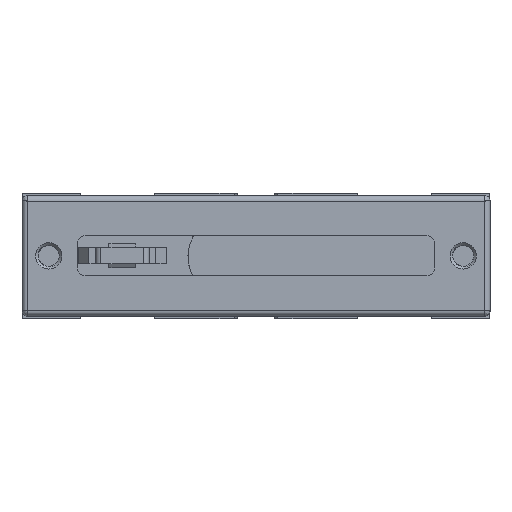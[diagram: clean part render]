
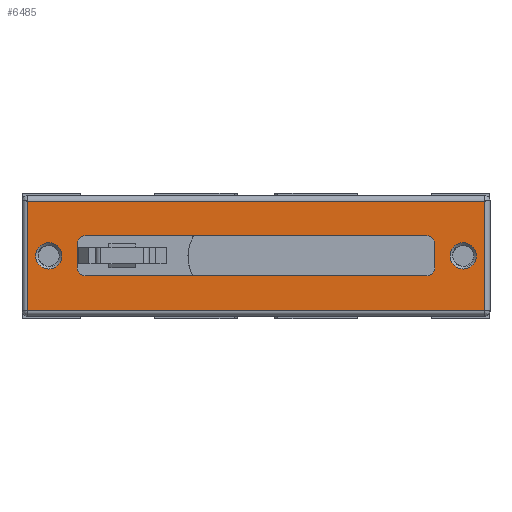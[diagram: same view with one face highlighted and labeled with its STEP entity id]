
A CAD part, top view. The second image highlights one B-rep face of the part: STEP entity #6485.
In plain terms, the highlighted planar face has unit normal (0, 0, 1).
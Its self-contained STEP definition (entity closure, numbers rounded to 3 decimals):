
#161=CIRCLE('',#6909,0.984);
#162=CIRCLE('',#6910,0.984);
#163=CIRCLE('',#6911,0.6);
#164=CIRCLE('',#6912,0.6);
#165=CIRCLE('',#6913,0.6);
#166=CIRCLE('',#6914,0.6);
#1297=ORIENTED_EDGE('',*,*,#2628,.T.);
#1298=ORIENTED_EDGE('',*,*,#2629,.T.);
#1299=ORIENTED_EDGE('',*,*,#2630,.T.);
#1300=ORIENTED_EDGE('',*,*,#2631,.T.);
#1301=ORIENTED_EDGE('',*,*,#2632,.T.);
#1302=ORIENTED_EDGE('',*,*,#2633,.T.);
#1303=ORIENTED_EDGE('',*,*,#2634,.T.);
#1304=ORIENTED_EDGE('',*,*,#2635,.T.);
#1305=ORIENTED_EDGE('',*,*,#2636,.T.);
#1306=ORIENTED_EDGE('',*,*,#2637,.T.);
#1307=ORIENTED_EDGE('',*,*,#2638,.T.);
#1308=ORIENTED_EDGE('',*,*,#2639,.T.);
#1309=ORIENTED_EDGE('',*,*,#2640,.T.);
#1310=ORIENTED_EDGE('',*,*,#2641,.T.);
#2628=EDGE_CURVE('',#3329,#3329,#161,.F.);
#2629=EDGE_CURVE('',#3330,#3330,#162,.F.);
#2630=EDGE_CURVE('',#3331,#3332,#3935,.T.);
#2631=EDGE_CURVE('',#3332,#3333,#3936,.T.);
#2632=EDGE_CURVE('',#3333,#3334,#3937,.T.);
#2633=EDGE_CURVE('',#3334,#3331,#3938,.T.);
#2634=EDGE_CURVE('',#3335,#3336,#163,.T.);
#2635=EDGE_CURVE('',#3336,#3337,#3939,.T.);
#2636=EDGE_CURVE('',#3337,#3338,#164,.T.);
#2637=EDGE_CURVE('',#3338,#3339,#3940,.T.);
#2638=EDGE_CURVE('',#3339,#3340,#165,.T.);
#2639=EDGE_CURVE('',#3340,#3341,#3941,.T.);
#2640=EDGE_CURVE('',#3341,#3342,#166,.T.);
#2641=EDGE_CURVE('',#3342,#3335,#3942,.T.);
#3329=VERTEX_POINT('',#10004);
#3330=VERTEX_POINT('',#10006);
#3331=VERTEX_POINT('',#10008);
#3332=VERTEX_POINT('',#10009);
#3333=VERTEX_POINT('',#10011);
#3334=VERTEX_POINT('',#10013);
#3335=VERTEX_POINT('',#10016);
#3336=VERTEX_POINT('',#10017);
#3337=VERTEX_POINT('',#10019);
#3338=VERTEX_POINT('',#10021);
#3339=VERTEX_POINT('',#10023);
#3340=VERTEX_POINT('',#10025);
#3341=VERTEX_POINT('',#10027);
#3342=VERTEX_POINT('',#10029);
#3935=LINE('',#10007,#4635);
#3936=LINE('',#10010,#4636);
#3937=LINE('',#10012,#4637);
#3938=LINE('',#10014,#4638);
#3939=LINE('',#10018,#4639);
#3940=LINE('',#10022,#4640);
#3941=LINE('',#10026,#4641);
#3942=LINE('',#10030,#4642);
#4635=VECTOR('',#8165,1000.);
#4636=VECTOR('',#8166,1000.);
#4637=VECTOR('',#8167,1000.);
#4638=VECTOR('',#8168,1000.);
#4639=VECTOR('',#8171,1000.);
#4640=VECTOR('',#8174,1000.);
#4641=VECTOR('',#8177,1000.);
#4642=VECTOR('',#8180,1000.);
#4952=EDGE_LOOP('',(#1297));
#4953=EDGE_LOOP('',(#1298));
#4954=EDGE_LOOP('',(#1299,#1300,#1301,#1302));
#4955=EDGE_LOOP('',(#1303,#1304,#1305,#1306,#1307,#1308,#1309,#1310));
#5270=FACE_BOUND('',#4952,.T.);
#5271=FACE_BOUND('',#4953,.T.);
#5272=FACE_BOUND('',#4954,.T.);
#5273=FACE_BOUND('',#4955,.T.);
#5578=PLANE('',#6908);
#6485=ADVANCED_FACE('',(#5270,#5271,#5272,#5273),#5578,.T.);
#6908=AXIS2_PLACEMENT_3D('',#10002,#8159,#8160);
#6909=AXIS2_PLACEMENT_3D('',#10003,#8161,#8162);
#6910=AXIS2_PLACEMENT_3D('',#10005,#8163,#8164);
#6911=AXIS2_PLACEMENT_3D('',#10015,#8169,#8170);
#6912=AXIS2_PLACEMENT_3D('',#10020,#8172,#8173);
#6913=AXIS2_PLACEMENT_3D('',#10024,#8175,#8176);
#6914=AXIS2_PLACEMENT_3D('',#10028,#8178,#8179);
#8159=DIRECTION('',(0.,0.,1.));
#8160=DIRECTION('',(1.,0.,0.));
#8161=DIRECTION('',(0.,0.,1.));
#8162=DIRECTION('',(1.,0.,0.));
#8163=DIRECTION('',(0.,0.,1.));
#8164=DIRECTION('',(1.,0.,0.));
#8165=DIRECTION('',(0.,1.,0.));
#8166=DIRECTION('',(-1.,0.,0.));
#8167=DIRECTION('',(0.,-1.,0.));
#8168=DIRECTION('',(1.,0.,0.));
#8169=DIRECTION('',(0.,0.,-1.));
#8170=DIRECTION('',(-1.,0.,0.));
#8171=DIRECTION('',(0.,-1.,0.));
#8172=DIRECTION('',(0.,0.,-1.));
#8173=DIRECTION('',(1.,0.,0.));
#8174=DIRECTION('',(-1.,0.,0.));
#8175=DIRECTION('',(0.,0.,-1.));
#8176=DIRECTION('',(1.,0.,0.));
#8177=DIRECTION('',(0.,1.,0.));
#8178=DIRECTION('',(0.,0.,-1.));
#8179=DIRECTION('',(1.,0.,0.));
#8180=DIRECTION('',(1.,0.,0.));
#10002=CARTESIAN_POINT('',(0.,0.,0.));
#10003=CARTESIAN_POINT('',(-15.5,0.,0.));
#10004=CARTESIAN_POINT('',(-14.517,0.,0.));
#10005=CARTESIAN_POINT('',(15.5,0.,0.));
#10006=CARTESIAN_POINT('',(16.484,0.,0.));
#10007=CARTESIAN_POINT('',(17.1,0.,0.));
#10008=CARTESIAN_POINT('',(17.1,-4.1,0.));
#10009=CARTESIAN_POINT('',(17.1,4.1,0.));
#10010=CARTESIAN_POINT('',(0.,4.1,0.));
#10011=CARTESIAN_POINT('',(-17.1,4.1,0.));
#10012=CARTESIAN_POINT('',(-17.1,0.,0.));
#10013=CARTESIAN_POINT('',(-17.1,-4.1,0.));
#10014=CARTESIAN_POINT('',(0.,-4.1,0.));
#10015=CARTESIAN_POINT('',(12.775,0.9,0.));
#10016=CARTESIAN_POINT('',(12.775,1.5,0.));
#10017=CARTESIAN_POINT('',(13.375,0.9,0.));
#10018=CARTESIAN_POINT('',(13.375,-0.9,0.));
#10019=CARTESIAN_POINT('',(13.375,-0.9,0.));
#10020=CARTESIAN_POINT('',(12.775,-0.9,0.));
#10021=CARTESIAN_POINT('',(12.775,-1.5,0.));
#10022=CARTESIAN_POINT('',(-17.375,-1.5,0.));
#10023=CARTESIAN_POINT('',(-12.775,-1.5,0.));
#10024=CARTESIAN_POINT('',(-12.775,-0.9,0.));
#10025=CARTESIAN_POINT('',(-13.375,-0.9,0.));
#10026=CARTESIAN_POINT('',(-13.375,0.9,0.));
#10027=CARTESIAN_POINT('',(-13.375,0.9,0.));
#10028=CARTESIAN_POINT('',(-12.775,0.9,0.));
#10029=CARTESIAN_POINT('',(-12.775,1.5,0.));
#10030=CARTESIAN_POINT('',(17.375,1.5,0.));
